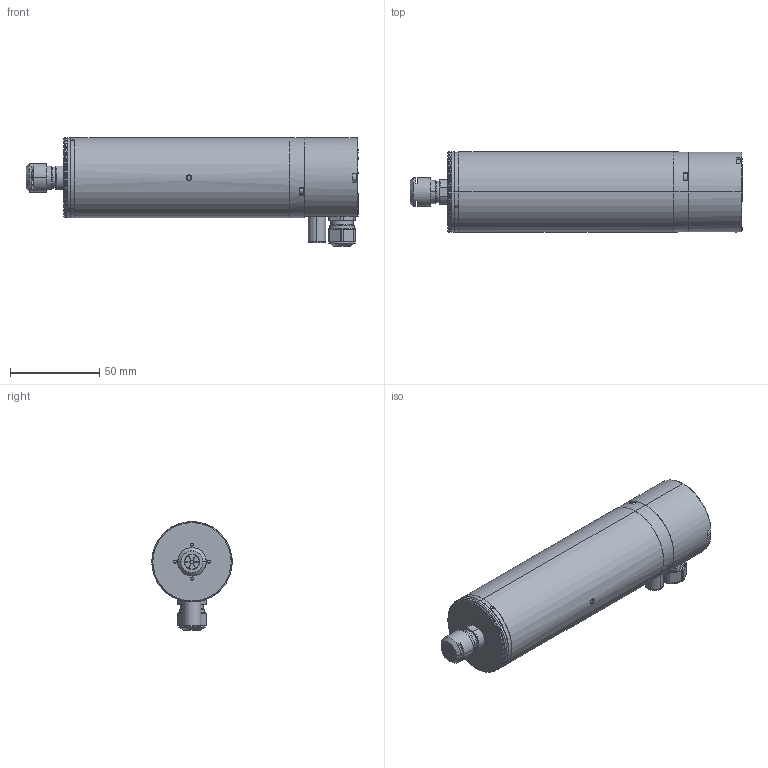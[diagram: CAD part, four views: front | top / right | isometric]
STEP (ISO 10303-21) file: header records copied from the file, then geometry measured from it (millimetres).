
FILE_DESCRIPTION (( 'STEP AP203' ), '1' );
FILE_NAME ('045S60S-01-.STEP', '2012-09-20T13:25:42', ( '' ), ( '' ), 'SwSTEP 2.0', 'SolidWorks 2012', '' );
FILE_SCHEMA (( 'CONFIG_CONTROL_DESIGN' ));
Length unit declared in the file: millimetre
Products named in the file (1): 045S60S-01-
Bounding box: 185.79 x 45 x 60.9 mm (x, y, z)
Surface area: 35846.7 mm2 (no closed solid volume)
Topology: 0 solids, 27 shells, 286 faces, 962 edges, 683 vertices
Faces by surface type: plane 131, cylinder 98, cone 31, torus 26
Entity records: 11166 total; most frequent: CARTESIAN_POINT 2631, DIRECTION 1873, ORIENTED_EDGE 1526, EDGE_CURVE 956, AXIS2_PLACEMENT_3D 715, VERTEX_POINT 683, VECTOR 443, LINE 443
